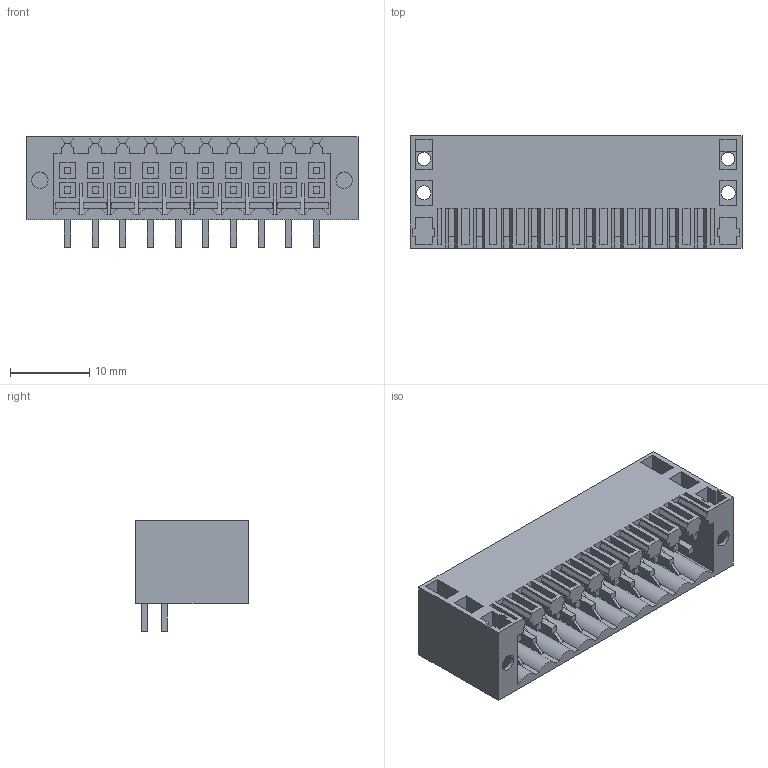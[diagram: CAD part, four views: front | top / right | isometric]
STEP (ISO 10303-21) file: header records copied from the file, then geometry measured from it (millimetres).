
FILE_DESCRIPTION(('CATIA V5 STEP Exchange','CAx-IF Rec.Pracs.--- Model Styling and Organization---1.4--- 2014-01-23'),'2;1');
FILE_NAME ('D1455094_0_1728540000_1728540000.stp','2020-09-23T14:15:32+00:00',('none'),('Weidmueller'),'CATIA Version 5-6 Release 2016 SP3 HF44','CATIA V5 STEP AP214','none');
FILE_SCHEMA(('AUTOMOTIVE_DESIGN { 1 0 10303 214 1 1 1 1 }'));
Length unit declared in the file: millimetre
Products named in the file (1): 1728540000
Bounding box: 42 x 14.2 x 14 mm (x, y, z)
Volume: 2972.8 mm3; surface area: 6439.4 mm2
Topology: 1 solids, 1 shells, 1014 faces, 2976 edges, 2033 vertices
Faces by surface type: plane 978, cylinder 36
Entity records: 31950 total; most frequent: ORIENTED_EDGE 5952, CARTESIAN_POINT 5642, DIRECTION 4155, EDGE_CURVE 2976, VECTOR 2884, LINE 2884, VERTEX_POINT 2033, EDGE_LOOP 1099
